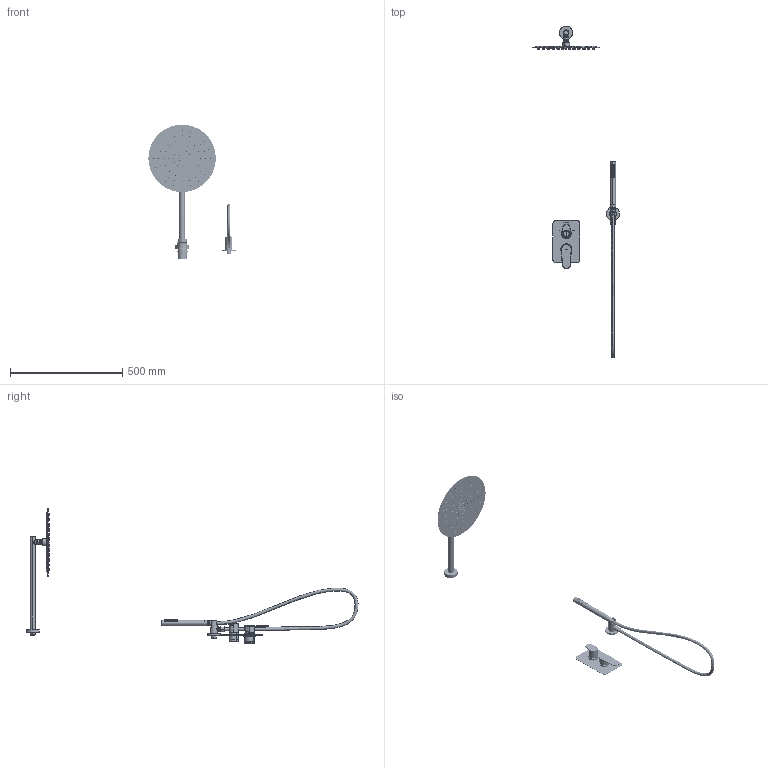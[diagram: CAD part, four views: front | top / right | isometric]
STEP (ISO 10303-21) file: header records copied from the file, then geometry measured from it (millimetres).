
FILE_DESCRIPTION (( 'STEP AP203' ), '1' );
FILE_NAME ('36DP09518.STEP', '2023-12-21T13:01:15', ( '' ), ( '' ), 'SwSTEP 2.0', 'SolidWorks 2021', '' );
FILE_SCHEMA (( 'CONFIG_CONTROL_DESIGN' ));
Products named in the file (1): 36DP09518
Bounding box: 388.09 x 1477.05 x 599.75 mm (x, y, z)
Volume: 704275.4 mm3; surface area: 582162.2 mm2
Topology: 106 solids, 106 shells, 4260 faces, 8742 edges, 5102 vertices
Faces by surface type: bspline 1804, cylinder 1164, plane 739, cone 465, torus 80, sphere 8
Entity records: 151503 total; most frequent: CARTESIAN_POINT 70230, ORIENTED_EDGE 17442, DIRECTION 16443, EDGE_CURVE 8721, AXIS2_PLACEMENT_3D 7259, VERTEX_POINT 5099, EDGE_LOOP 4888, CIRCLE 4802
